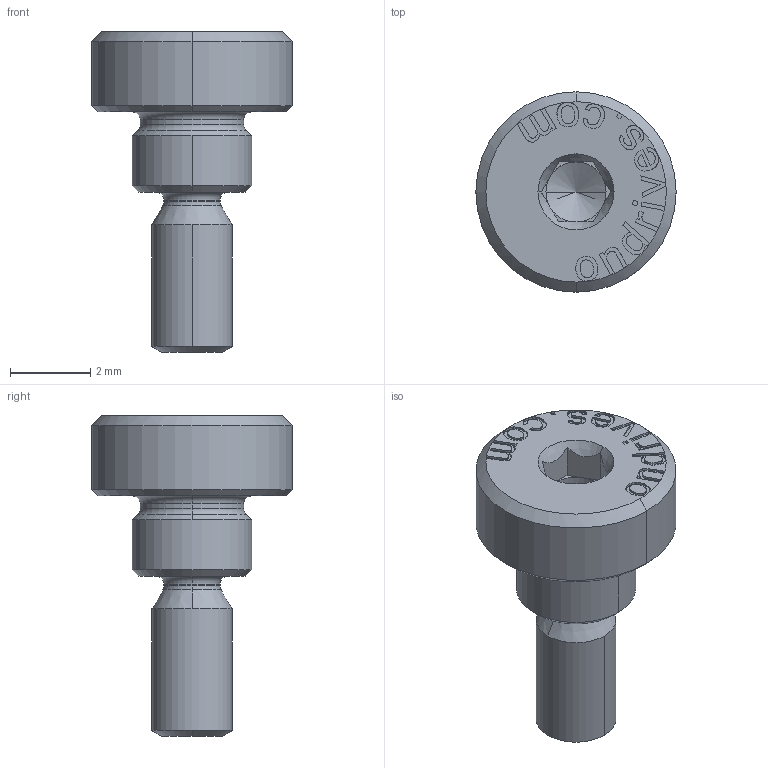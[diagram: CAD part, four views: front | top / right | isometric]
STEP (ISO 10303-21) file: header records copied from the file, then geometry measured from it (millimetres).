
FILE_DESCRIPTION (( 'STEP AP214' ), '1' );
FILE_NAME ('38AA6525-2659-41B3-97BC-B5E090B968D4.STEP', '2024-05-07T02:34:56', ( '' ), ( '' ), 'SwSTEP 2.0', 'SolidWorks 2022', '' );
FILE_SCHEMA (( 'AUTOMOTIVE_DESIGN' ));
Length unit declared in the file: millimetre
Products named in the file (1): 38AA6525-2659-41B3-97BC-B5E090B968D4
Bounding box: 5 x 5 x 8 mm (x, y, z)
Volume: 60 mm3; surface area: 119.9 mm2
Topology: 1 solids, 1 shells, 193 faces, 488 edges, 315 vertices
Faces by surface type: plane 91, bspline 66, cone 16, cylinder 12, torus 8
Entity records: 9620 total; most frequent: CARTESIAN_POINT 5347, ORIENTED_EDGE 972, DIRECTION 666, EDGE_CURVE 486, VERTEX_POINT 315, VECTOR 286, LINE 286, EDGE_LOOP 213
